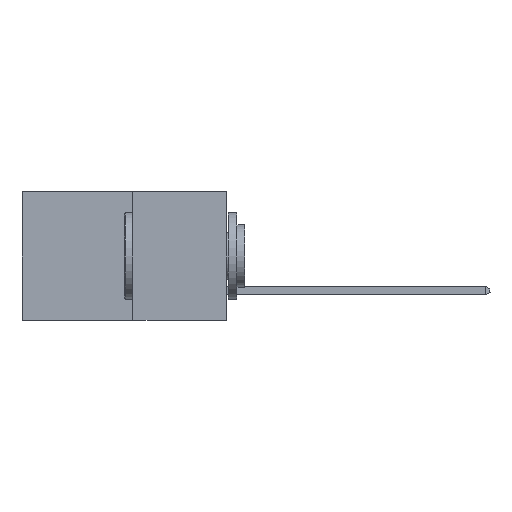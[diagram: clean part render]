
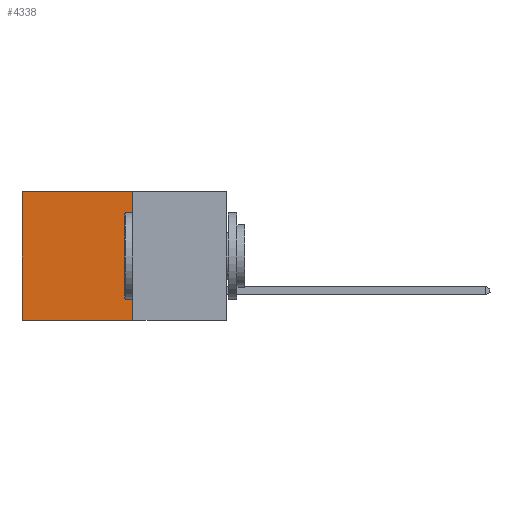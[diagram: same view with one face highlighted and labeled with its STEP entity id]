
A CAD part, left-side view. The second image highlights one B-rep face of the part: STEP entity #4338.
In plain terms, the highlighted planar face has unit normal (-1, 0, 0).
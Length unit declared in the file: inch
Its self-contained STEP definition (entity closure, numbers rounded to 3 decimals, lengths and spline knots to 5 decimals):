
#611 = CARTESIAN_POINT ( 'NONE',  ( 0.277, 0.59, -0.37 ) ) ;
#1709 = DIRECTION ( 'NONE',  ( 0., 1., 0. ) ) ;
#1949 = EDGE_CURVE ( 'NONE', #5088, #13526, #25695, .T. ) ;
#2106 = VECTOR ( 'NONE', #11574, 39.37008 ) ;
#2519 = VECTOR ( 'NONE', #27485, 39.37008 ) ;
#3065 = DIRECTION ( 'NONE',  ( 0., 0., -1. ) ) ;
#4338 = ADVANCED_FACE ( 'NONE', ( #27323 ), #9018, .F. ) ;
#4365 = ORIENTED_EDGE ( 'NONE', *, *, #25854, .T. ) ;
#4953 = EDGE_CURVE ( 'NONE', #28008, #25263, #27328, .T. ) ;
#5088 = VERTEX_POINT ( 'NONE', #22068 ) ;
#6569 = AXIS2_PLACEMENT_3D ( 'NONE', #8065, #9947, #3065 ) ;
#7431 = DIRECTION ( 'NONE',  ( 0., 0., -1. ) ) ;
#8065 = CARTESIAN_POINT ( 'NONE',  ( 0.277, 0.27, -0.37 ) ) ;
#8549 = LINE ( 'NONE', #21744, #2519 ) ;
#8910 = ORIENTED_EDGE ( 'NONE', *, *, #1949, .F. ) ;
#9018 = PLANE ( 'NONE',  #6569 ) ;
#9087 = VECTOR ( 'NONE', #1709, 39.37008 ) ;
#9404 = ORIENTED_EDGE ( 'NONE', *, *, #10687, .F. ) ;
#9947 = DIRECTION ( 'NONE',  ( 1., 0., 0. ) ) ;
#10687 = EDGE_CURVE ( 'NONE', #28008, #5088, #8549, .T. ) ;
#11574 = DIRECTION ( 'NONE',  ( 0., 1., 0. ) ) ;
#12073 = CARTESIAN_POINT ( 'NONE',  ( 0.277, 0.59, -0.37 ) ) ;
#13397 = VECTOR ( 'NONE', #7431, 39.37008 ) ;
#13526 = VERTEX_POINT ( 'NONE', #12073 ) ;
#16285 = CARTESIAN_POINT ( 'NONE',  ( 0.277, 0.59, 0. ) ) ;
#19252 = EDGE_LOOP ( 'NONE', ( #4365, #8910, #9404, #27172 ) ) ;
#20171 = LINE ( 'NONE', #611, #13397 ) ;
#21744 = CARTESIAN_POINT ( 'NONE',  ( 0.277, 0.27, -0.37 ) ) ;
#21889 = CARTESIAN_POINT ( 'NONE',  ( 0.277, 0.27, 0. ) ) ;
#22068 = CARTESIAN_POINT ( 'NONE',  ( 0.277, 0.27, -0.37 ) ) ;
#23841 = CARTESIAN_POINT ( 'NONE',  ( 0.277, 0.27, -0.37 ) ) ;
#25263 = VERTEX_POINT ( 'NONE', #16285 ) ;
#25695 = LINE ( 'NONE', #23841, #2106 ) ;
#25854 = EDGE_CURVE ( 'NONE', #25263, #13526, #20171, .T. ) ;
#26878 = CARTESIAN_POINT ( 'NONE',  ( 0.277, 0.27, 0. ) ) ;
#27172 = ORIENTED_EDGE ( 'NONE', *, *, #4953, .T. ) ;
#27323 = FACE_OUTER_BOUND ( 'NONE', #19252, .T. ) ;
#27328 = LINE ( 'NONE', #26878, #9087 ) ;
#27485 = DIRECTION ( 'NONE',  ( 0., 0., -1. ) ) ;
#28008 = VERTEX_POINT ( 'NONE', #21889 ) ;
